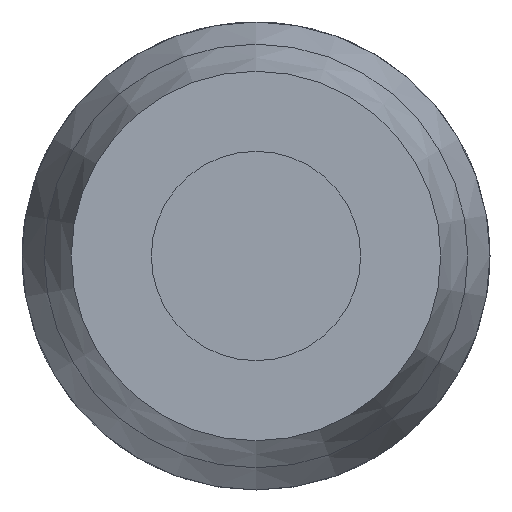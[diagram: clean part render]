
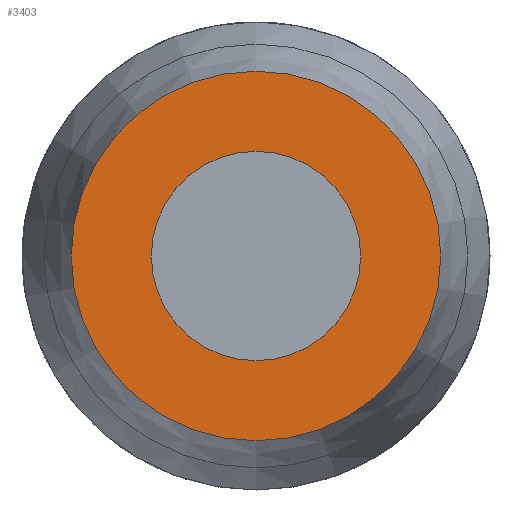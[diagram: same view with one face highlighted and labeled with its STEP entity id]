
A CAD part, front view. The second image highlights one B-rep face of the part: STEP entity #3403.
In plain terms, the highlighted planar face has unit normal (0, -1, 0).
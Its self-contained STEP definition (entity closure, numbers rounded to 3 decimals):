
#71 = PLANE ( 'NONE',  #4010 ) ;
#143 = VERTEX_POINT ( 'NONE', #2094 ) ;
#146 = CARTESIAN_POINT ( 'NONE',  ( 0., -43., 7.5 ) ) ;
#537 = FACE_OUTER_BOUND ( 'NONE', #800, .T. ) ;
#602 = AXIS2_PLACEMENT_3D ( 'NONE', #2086, #2074, #2012 ) ;
#800 = EDGE_LOOP ( 'NONE', ( #3085 ) ) ;
#891 = EDGE_CURVE ( 'NONE', #2061, #2061, #1924, .T. ) ;
#1034 = ORIENTED_EDGE ( 'NONE', *, *, #1542, .F. ) ;
#1333 = CARTESIAN_POINT ( 'NONE',  ( 0., -43., 0. ) ) ;
#1501 = FACE_BOUND ( 'NONE', #3380, .T. ) ;
#1542 = EDGE_CURVE ( 'NONE', #143, #143, #1959, .T. ) ;
#1667 = DIRECTION ( 'NONE',  ( 0., 0., -1. ) ) ;
#1924 = CIRCLE ( 'NONE', #2164, 7.5 ) ;
#1959 = CIRCLE ( 'NONE', #602, 4.25 ) ;
#2012 = DIRECTION ( 'NONE',  ( 0., 0., -1. ) ) ;
#2061 = VERTEX_POINT ( 'NONE', #146 ) ;
#2074 = DIRECTION ( 'NONE',  ( 0., -1., 0. ) ) ;
#2086 = CARTESIAN_POINT ( 'NONE',  ( 0., -43., 0. ) ) ;
#2094 = CARTESIAN_POINT ( 'NONE',  ( 0., -43., -4.25 ) ) ;
#2164 = AXIS2_PLACEMENT_3D ( 'NONE', #3978, #3957, #3945 ) ;
#3085 = ORIENTED_EDGE ( 'NONE', *, *, #891, .F. ) ;
#3380 = EDGE_LOOP ( 'NONE', ( #1034 ) ) ;
#3403 = ADVANCED_FACE ( 'NONE', ( #537, #1501 ), #71, .T. ) ;
#3559 = DIRECTION ( 'NONE',  ( 0., -1., 0. ) ) ;
#3945 = DIRECTION ( 'NONE',  ( 0., 0., 1. ) ) ;
#3957 = DIRECTION ( 'NONE',  ( 0., 1., 0. ) ) ;
#3978 = CARTESIAN_POINT ( 'NONE',  ( 0., -43., 0. ) ) ;
#4010 = AXIS2_PLACEMENT_3D ( 'NONE', #1333, #3559, #1667 ) ;
